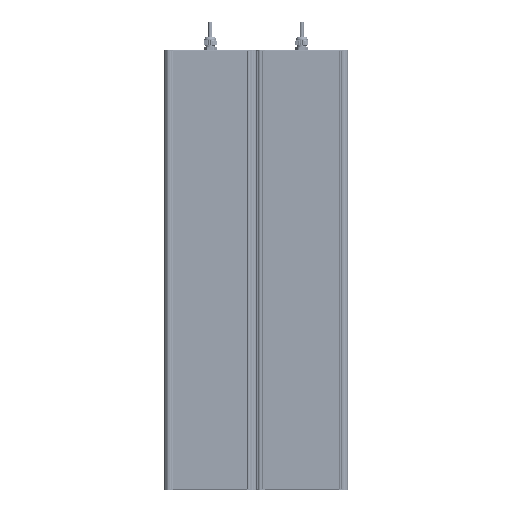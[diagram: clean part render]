
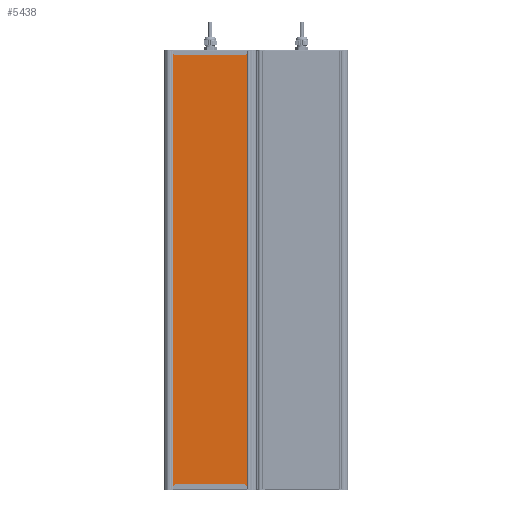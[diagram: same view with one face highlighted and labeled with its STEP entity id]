
A CAD part, front view. The second image highlights one B-rep face of the part: STEP entity #5438.
In plain terms, the highlighted face is planar.
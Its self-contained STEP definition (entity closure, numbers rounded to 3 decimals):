
#5438=ADVANCED_FACE('',(#14816),#14818,.T.);
#14816=FACE_BOUND('',#14817,.T.);
#14817=EDGE_LOOP('',(#46011,#46012,#46013,#46014));
#14818=PLANE('',#14819);
#14819=AXIS2_PLACEMENT_3D('',#14820,#14821,#14822);
#14820=CARTESIAN_POINT('',(2111.497,401.002,-34.582));
#14821=DIRECTION('',(0.,0.,-1.));
#14822=DIRECTION('',(0.,1.,0.));
#46011=ORIENTED_EDGE('',*,*,#55645,.F.);
#46012=ORIENTED_EDGE('',*,*,#55644,.T.);
#46013=ORIENTED_EDGE('',*,*,#55646,.F.);
#46014=ORIENTED_EDGE('',*,*,#55647,.F.);
#55644=EDGE_CURVE('',#62754,#62758,#62760,.T.);
#55645=EDGE_CURVE('',#62754,#62761,#62762,.T.);
#55646=EDGE_CURVE('',#62763,#62758,#62764,.T.);
#55647=EDGE_CURVE('',#62761,#62763,#62765,.T.);
#62754=VERTEX_POINT('',#84026);
#62758=VERTEX_POINT('',#84034);
#62760=LINE('',#84038,#84039);
#62761=VERTEX_POINT('',#84041);
#62762=LINE('',#84042,#84043);
#62763=VERTEX_POINT('',#84045);
#62764=LINE('',#84046,#84047);
#62765=LINE('',#84049,#84050);
#84026=CARTESIAN_POINT('',(2111.497,565.13,-34.582));
#84034=CARTESIAN_POINT('',(3007.497,565.13,-34.582));
#84038=CARTESIAN_POINT('',(2111.497,565.13,-34.582));
#84039=VECTOR('',#84040,1.);
#84040=DIRECTION('',(1.,0.,0.));
#84041=CARTESIAN_POINT('',(2111.497,401.002,-34.582));
#84042=CARTESIAN_POINT('',(2111.497,565.13,-34.582));
#84043=VECTOR('',#84044,1.);
#84044=DIRECTION('',(0.,-1.,0.));
#84045=CARTESIAN_POINT('',(3007.497,401.002,-34.582));
#84046=CARTESIAN_POINT('',(3007.497,401.002,-34.582));
#84047=VECTOR('',#84048,1.);
#84048=DIRECTION('',(0.,1.,0.));
#84049=CARTESIAN_POINT('',(2111.497,401.002,-34.582));
#84050=VECTOR('',#84051,1.);
#84051=DIRECTION('',(1.,0.,0.));
